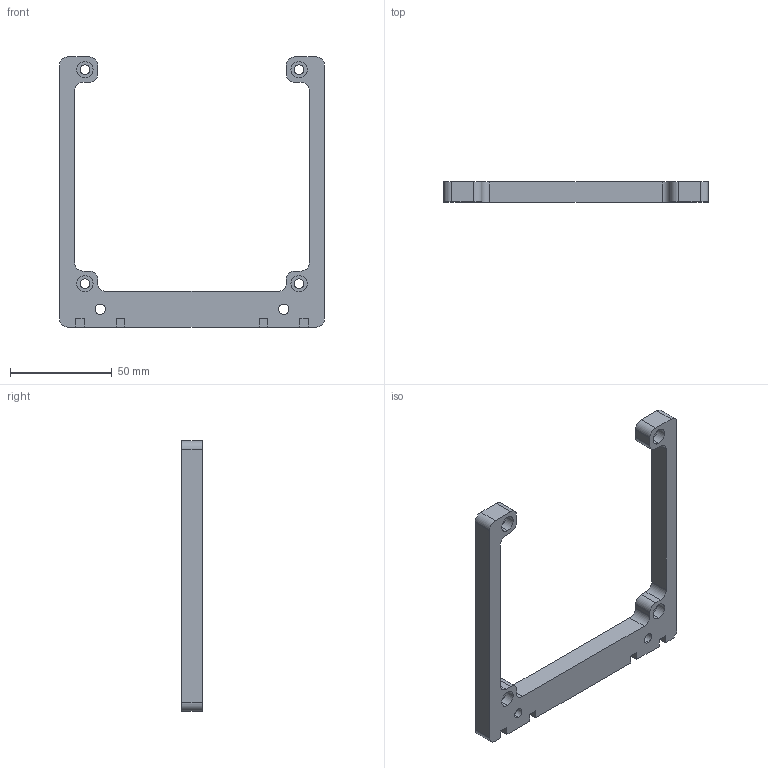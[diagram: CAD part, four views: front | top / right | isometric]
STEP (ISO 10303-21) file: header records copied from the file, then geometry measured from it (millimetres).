
FILE_DESCRIPTION (( 'STEP AP203' ), '1' );
FILE_NAME ('front.step', '2019-02-16T17:58:53', ( '' ), ( '' ), 'SwSTEP 2.0', 'SolidWorks 2018', '' );
FILE_SCHEMA (( 'CONFIG_CONTROL_DESIGN' ));
Length unit declared in the file: millimetre
Products named in the file (1): front
Bounding box: 130 x 10 x 132.5 mm (x, y, z)
Volume: 42506.1 mm3; surface area: 17867.7 mm2
Topology: 1 solids, 1 shells, 80 faces, 216 edges, 144 vertices
Faces by surface type: cylinder 40, plane 40
Entity records: 2641 total; most frequent: DIRECTION 458, CARTESIAN_POINT 441, ORIENTED_EDGE 432, EDGE_CURVE 216, AXIS2_PLACEMENT_3D 161, VERTEX_POINT 144, VECTOR 136, LINE 136
